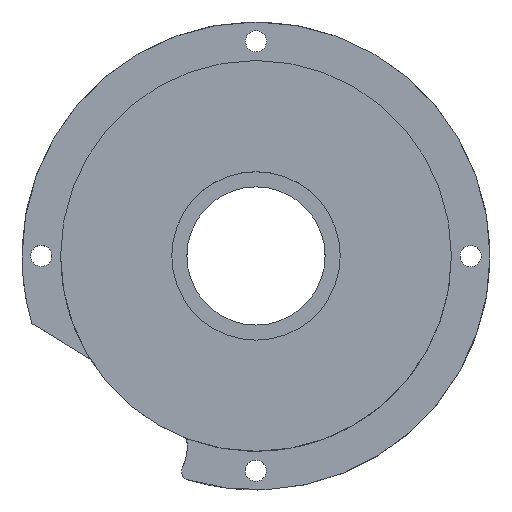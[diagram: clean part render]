
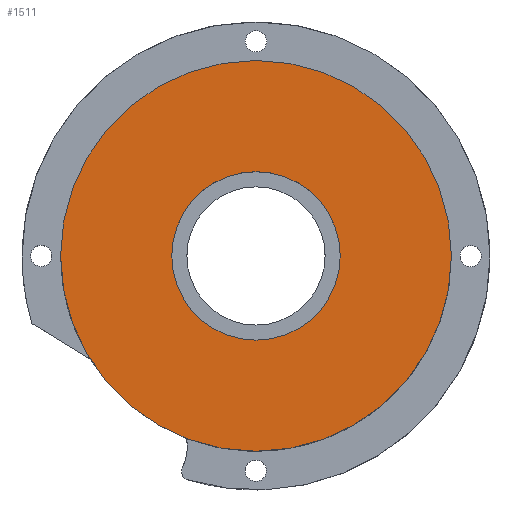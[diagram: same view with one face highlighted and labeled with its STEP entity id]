
A CAD part, top view. The second image highlights one B-rep face of the part: STEP entity #1511.
In plain terms, the highlighted planar face has unit normal (0, 0, 1).
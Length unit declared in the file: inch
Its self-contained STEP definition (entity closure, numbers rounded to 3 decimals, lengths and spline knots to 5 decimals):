
#3 = DIRECTION ( 'NONE',  ( 1., 0., 0. ) ) ;
#91 = DIRECTION ( 'NONE',  ( 1., 0., 0. ) ) ;
#101 = ORIENTED_EDGE ( 'NONE', *, *, #1377, .T. ) ;
#105 = AXIS2_PLACEMENT_3D ( 'NONE', #815, #204, #1572 ) ;
#129 = EDGE_CURVE ( 'NONE', #1252, #1580, #1447, .T. ) ;
#204 = DIRECTION ( 'NONE',  ( 0., 0., 1. ) ) ;
#258 = CARTESIAN_POINT ( 'NONE',  ( -0.99, 0., 1.6 ) ) ;
#316 = DIRECTION ( 'NONE',  ( 0., 0., 1. ) ) ;
#548 = VERTEX_POINT ( 'NONE', #1099 ) ;
#598 = EDGE_CURVE ( 'NONE', #1580, #1252, #1051, .T. ) ;
#726 = AXIS2_PLACEMENT_3D ( 'NONE', #1092, #1734, #1881 ) ;
#815 = CARTESIAN_POINT ( 'NONE',  ( 0., 0., 1.6 ) ) ;
#848 = CARTESIAN_POINT ( 'NONE',  ( -2.2965, 0., 1.6 ) ) ;
#867 = FACE_BOUND ( 'NONE', #1308, .T. ) ;
#949 = CIRCLE ( 'NONE', #105, 2.2965 ) ;
#953 = AXIS2_PLACEMENT_3D ( 'NONE', #1626, #1913, #91 ) ;
#955 = CARTESIAN_POINT ( 'NONE',  ( 0., 0., 1.6 ) ) ;
#969 = EDGE_LOOP ( 'NONE', ( #101, #999 ) ) ;
#999 = ORIENTED_EDGE ( 'NONE', *, *, #1360, .T. ) ;
#1011 = AXIS2_PLACEMENT_3D ( 'NONE', #1814, #316, #3 ) ;
#1029 = PLANE ( 'NONE',  #953 ) ;
#1051 = CIRCLE ( 'NONE', #726, 0.99 ) ;
#1053 = CIRCLE ( 'NONE', #1812, 2.2965 ) ;
#1092 = CARTESIAN_POINT ( 'NONE',  ( 0., 0., 1.6 ) ) ;
#1099 = CARTESIAN_POINT ( 'NONE',  ( 2.2965, 0., 1.6 ) ) ;
#1115 = DIRECTION ( 'NONE',  ( 0., 0., 1. ) ) ;
#1157 = ORIENTED_EDGE ( 'NONE', *, *, #129, .F. ) ;
#1252 = VERTEX_POINT ( 'NONE', #258 ) ;
#1273 = DIRECTION ( 'NONE',  ( 1., 0., 0. ) ) ;
#1308 = EDGE_LOOP ( 'NONE', ( #1786, #1157 ) ) ;
#1355 = CARTESIAN_POINT ( 'NONE',  ( 0.99, 0., 1.6 ) ) ;
#1360 = EDGE_CURVE ( 'NONE', #1477, #548, #1053, .T. ) ;
#1377 = EDGE_CURVE ( 'NONE', #548, #1477, #949, .T. ) ;
#1428 = FACE_OUTER_BOUND ( 'NONE', #969, .T. ) ;
#1447 = CIRCLE ( 'NONE', #1011, 0.99 ) ;
#1477 = VERTEX_POINT ( 'NONE', #848 ) ;
#1511 = ADVANCED_FACE ( 'NONE', ( #867, #1428 ), #1029, .T. ) ;
#1572 = DIRECTION ( 'NONE',  ( 1., 0., 0. ) ) ;
#1580 = VERTEX_POINT ( 'NONE', #1355 ) ;
#1626 = CARTESIAN_POINT ( 'NONE',  ( 0., 0., 1.6 ) ) ;
#1734 = DIRECTION ( 'NONE',  ( 0., 0., 1. ) ) ;
#1786 = ORIENTED_EDGE ( 'NONE', *, *, #598, .F. ) ;
#1812 = AXIS2_PLACEMENT_3D ( 'NONE', #955, #1115, #1273 ) ;
#1814 = CARTESIAN_POINT ( 'NONE',  ( 0., 0., 1.6 ) ) ;
#1881 = DIRECTION ( 'NONE',  ( 1., 0., 0. ) ) ;
#1913 = DIRECTION ( 'NONE',  ( 0., 0., 1. ) ) ;
